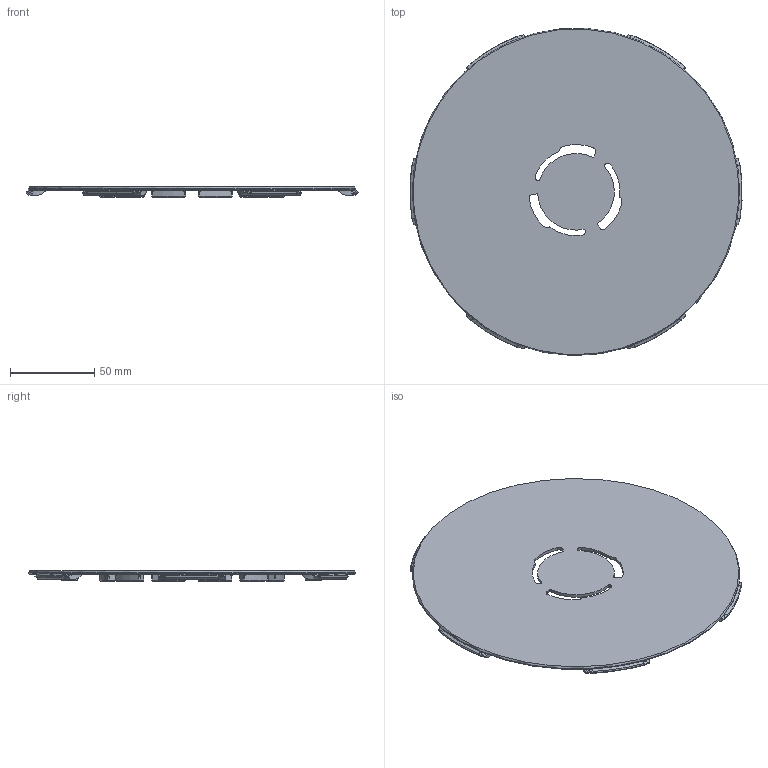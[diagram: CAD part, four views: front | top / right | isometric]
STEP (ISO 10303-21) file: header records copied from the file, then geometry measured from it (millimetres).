
FILE_DESCRIPTION(/* description */ (''),/* implementation_level */ '2;1');
FILE_NAME(/* name */ 'Bottom_Lid.step',/* time_stamp */ '2022-10-04T14:39:09+02:00',/* author */ (''),/* organization */ (''),/* preprocessor_version */ 'ST-DEVELOPER v19',/* originating_system */ 'Autodesk Translation Framework v11.7.0.108',/* authorisation */ '');
FILE_SCHEMA (('AUTOMOTIVE_DESIGN { 1 0 10303 214 3 1 1 }'));
Length unit declared in the file: millimetre
Products named in the file (1): Bottom_Lid
Bounding box: 197 x 194.16 x 6 mm (x, y, z)
Volume: 51506.4 mm3; surface area: 64819.2 mm2
Topology: 1 solids, 1 shells, 735 faces, 1823 edges, 1107 vertices
Faces by surface type: plane 227, cylinder 149, bspline 131, cone 117, torus 65, sphere 46
Entity records: 27370 total; most frequent: CARTESIAN_POINT 10847, ORIENTED_EDGE 3646, DIRECTION 3278, EDGE_CURVE 1823, AXIS2_PLACEMENT_3D 1380, VERTEX_POINT 1107, EDGE_LOOP 758, FACE_OUTER_BOUND 735
